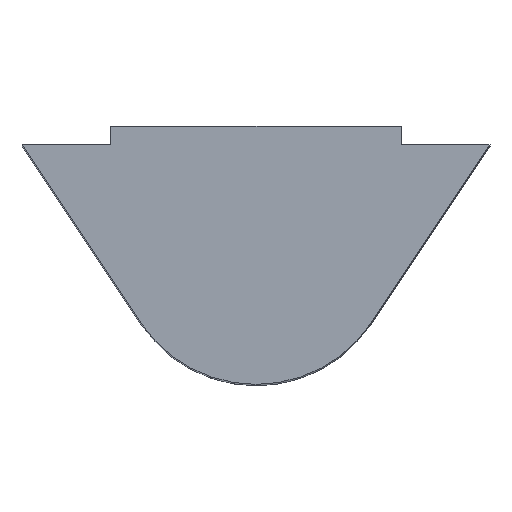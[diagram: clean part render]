
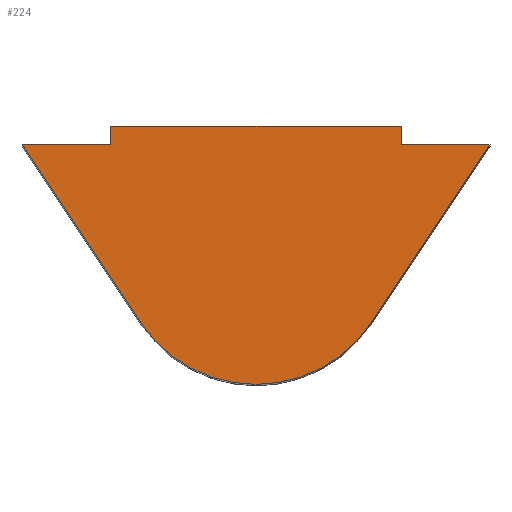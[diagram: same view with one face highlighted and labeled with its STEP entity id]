
A CAD part, top view. The second image highlights one B-rep face of the part: STEP entity #224.
In plain terms, the highlighted planar face has unit normal (0, 0, 1).
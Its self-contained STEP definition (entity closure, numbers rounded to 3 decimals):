
#4 = EDGE_CURVE ( 'NONE', #406, #433, #411, .T. ) ;
#5 = CARTESIAN_POINT ( 'NONE',  ( 6.3, -0.8, 17.25 ) ) ;
#10 = EDGE_CURVE ( 'NONE', #456, #406, #480, .T. ) ;
#20 = VERTEX_POINT ( 'NONE', #488 ) ;
#43 = ORIENTED_EDGE ( 'NONE', *, *, #210, .T. ) ;
#46 = EDGE_CURVE ( 'NONE', #433, #601, #93, .T. ) ;
#64 = DIRECTION ( 'NONE',  ( 0., -1., 0. ) ) ;
#70 = AXIS2_PLACEMENT_3D ( 'NONE', #507, #204, #568 ) ;
#72 = DIRECTION ( 'NONE',  ( 0., 0., 1. ) ) ;
#78 = CARTESIAN_POINT ( 'NONE',  ( 4.991, -8.531, 17.25 ) ) ;
#89 = LINE ( 'NONE', #307, #275 ) ;
#93 = LINE ( 'NONE', #303, #357 ) ;
#140 = VECTOR ( 'NONE', #561, 1000. ) ;
#150 = EDGE_CURVE ( 'NONE', #491, #456, #89, .T. ) ;
#155 = DIRECTION ( 'NONE',  ( -1., 0., 0. ) ) ;
#170 = EDGE_CURVE ( 'NONE', #501, #562, #570, .T. ) ;
#178 = EDGE_CURVE ( 'NONE', #20, #491, #260, .T. ) ;
#199 = DIRECTION ( 'NONE',  ( -1., 0., 0. ) ) ;
#200 = CARTESIAN_POINT ( 'NONE',  ( -10.15, -0.8, 17.25 ) ) ;
#204 = DIRECTION ( 'NONE',  ( 0., 0., 1. ) ) ;
#210 = EDGE_CURVE ( 'NONE', #601, #501, #257, .T. ) ;
#212 = ORIENTED_EDGE ( 'NONE', *, *, #150, .T. ) ;
#222 = AXIS2_PLACEMENT_3D ( 'NONE', #326, #72, #374 ) ;
#224 = ADVANCED_FACE ( 'NONE', ( #373 ), #247, .T. ) ;
#231 = LINE ( 'NONE', #497, #140 ) ;
#237 = CARTESIAN_POINT ( 'NONE',  ( -6.3, -0.8, 17.25 ) ) ;
#247 = PLANE ( 'NONE',  #70 ) ;
#250 = DIRECTION ( 'NONE',  ( 0.555, -0.832, 0. ) ) ;
#257 = LINE ( 'NONE', #200, #416 ) ;
#258 = VECTOR ( 'NONE', #199, 1000. ) ;
#260 = LINE ( 'NONE', #565, #258 ) ;
#275 = VECTOR ( 'NONE', #499, 1000. ) ;
#281 = EDGE_CURVE ( 'NONE', #562, #20, #231, .T. ) ;
#283 = CARTESIAN_POINT ( 'NONE',  ( -6.3, 0., 17.25 ) ) ;
#287 = DIRECTION ( 'NONE',  ( -1., 0., 0. ) ) ;
#303 = CARTESIAN_POINT ( 'NONE',  ( 0., -0.8, 17.25 ) ) ;
#304 = CARTESIAN_POINT ( 'NONE',  ( -4.991, -8.531, 17.25 ) ) ;
#307 = CARTESIAN_POINT ( 'NONE',  ( 6.3, -5.2, 17.25 ) ) ;
#326 = CARTESIAN_POINT ( 'NONE',  ( 0., -5.2, 17.25 ) ) ;
#347 = ORIENTED_EDGE ( 'NONE', *, *, #281, .T. ) ;
#350 = ORIENTED_EDGE ( 'NONE', *, *, #178, .T. ) ;
#357 = VECTOR ( 'NONE', #287, 1000. ) ;
#373 = FACE_OUTER_BOUND ( 'NONE', #598, .T. ) ;
#374 = DIRECTION ( 'NONE',  ( -1., 0., 0. ) ) ;
#400 = VECTOR ( 'NONE', #155, 1000. ) ;
#406 = VERTEX_POINT ( 'NONE', #618 ) ;
#410 = VECTOR ( 'NONE', #64, 1000. ) ;
#411 = LINE ( 'NONE', #237, #410 ) ;
#416 = VECTOR ( 'NONE', #250, 1000. ) ;
#433 = VERTEX_POINT ( 'NONE', #451 ) ;
#451 = CARTESIAN_POINT ( 'NONE',  ( -6.3, -0.8, 17.25 ) ) ;
#456 = VERTEX_POINT ( 'NONE', #579 ) ;
#462 = ORIENTED_EDGE ( 'NONE', *, *, #4, .T. ) ;
#480 = LINE ( 'NONE', #283, #400 ) ;
#488 = CARTESIAN_POINT ( 'NONE',  ( 10.15, -0.8, 17.25 ) ) ;
#491 = VERTEX_POINT ( 'NONE', #5 ) ;
#497 = CARTESIAN_POINT ( 'NONE',  ( 4.991, -8.531, 17.25 ) ) ;
#499 = DIRECTION ( 'NONE',  ( 0., 1., 0. ) ) ;
#501 = VERTEX_POINT ( 'NONE', #304 ) ;
#507 = CARTESIAN_POINT ( 'NONE',  ( 0., -5.2, 17.25 ) ) ;
#510 = CARTESIAN_POINT ( 'NONE',  ( -10.15, -0.8, 17.25 ) ) ;
#561 = DIRECTION ( 'NONE',  ( 0.555, 0.832, 0. ) ) ;
#562 = VERTEX_POINT ( 'NONE', #78 ) ;
#563 = ORIENTED_EDGE ( 'NONE', *, *, #46, .T. ) ;
#565 = CARTESIAN_POINT ( 'NONE',  ( 0., -0.8, 17.25 ) ) ;
#568 = DIRECTION ( 'NONE',  ( 1., 0., 0. ) ) ;
#570 = CIRCLE ( 'NONE', #222, 6. ) ;
#579 = CARTESIAN_POINT ( 'NONE',  ( 6.3, 0., 17.25 ) ) ;
#590 = ORIENTED_EDGE ( 'NONE', *, *, #170, .T. ) ;
#598 = EDGE_LOOP ( 'NONE', ( #613, #462, #563, #43, #590, #347, #350, #212 ) ) ;
#601 = VERTEX_POINT ( 'NONE', #510 ) ;
#613 = ORIENTED_EDGE ( 'NONE', *, *, #10, .T. ) ;
#618 = CARTESIAN_POINT ( 'NONE',  ( -6.3, 0., 17.25 ) ) ;
